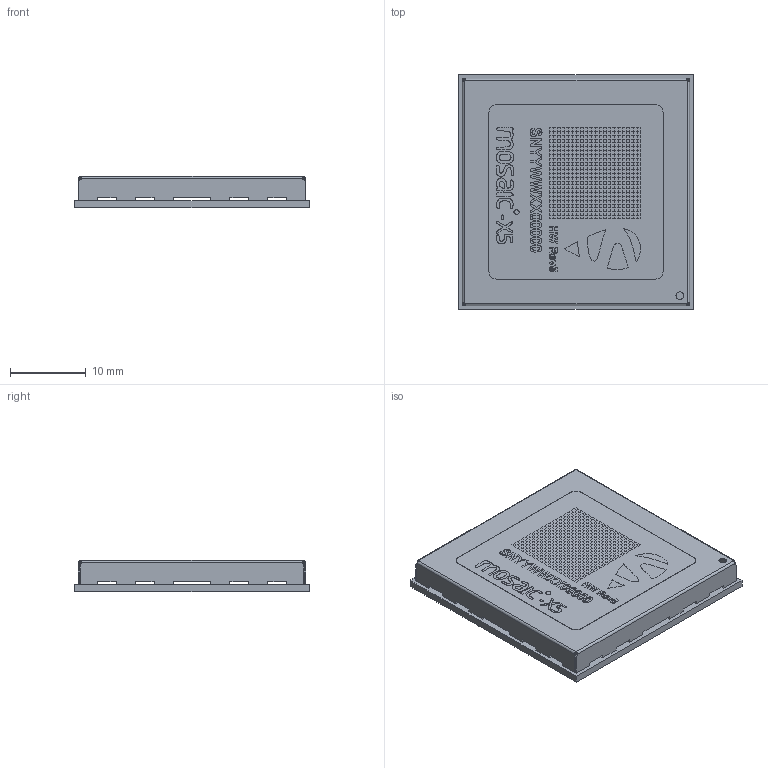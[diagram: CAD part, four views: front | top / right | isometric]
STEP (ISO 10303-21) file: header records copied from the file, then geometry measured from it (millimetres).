
FILE_DESCRIPTION(('FreeCAD Model'),'2;1');
FILE_NAME('Open CASCADE Shape Model','2025-03-19T15:21:33',('Author'),( ''),'Open CASCADE STEP processor 7.6','FreeCAD','Unknown');
FILE_SCHEMA(('AUTOMOTIVE_DESIGN { 1 0 10303 214 1 1 1 1 }'));
Length unit declared in the file: millimetre
Products named in the file (4): mosaic-X5-Rev5--; PAR-00001366; PAR-00000988(Default); PAR-00001381
Assembly tree (3 placements, depth 2):
  mosaic-X5-Rev5--
    PAR-00001366
    PAR-00000988(Default)
    PAR-00001381
Bounding box: 31 x 31 x 4.21 mm (x, y, z)
Volume: 1193.1 mm3; surface area: 5576.1 mm2
Topology: 3 solids, 3 shells, 1021 faces, 2923 edges, 2190 vertices
Faces by surface type: plane 995, cylinder 26
Entity records: 40271 total; most frequent: CARTESIAN_POINT 7664, ORIENTED_EDGE 5846, DIRECTION 5779, EDGE_CURVE 2923, VERTEX_POINT 2190, AXIS2_PLACEMENT_3D 1955, LINE 1869, VECTOR 1869
